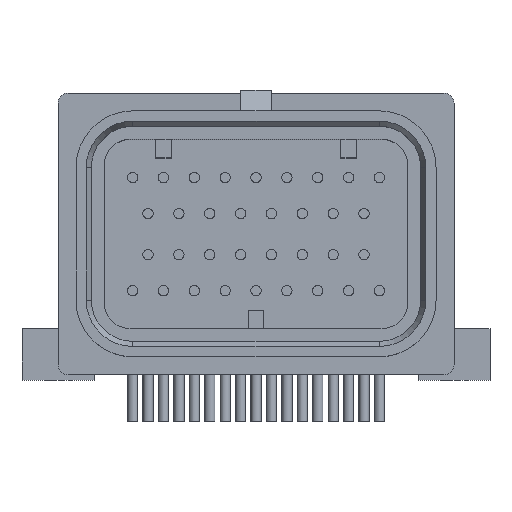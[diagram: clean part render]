
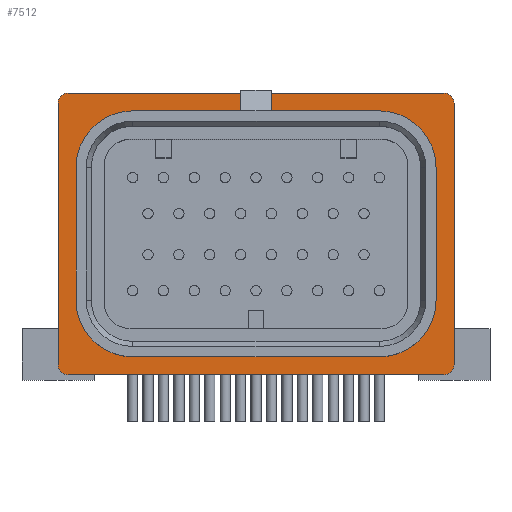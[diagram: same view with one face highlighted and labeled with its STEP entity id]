
A CAD part, top view. The second image highlights one B-rep face of the part: STEP entity #7512.
In plain terms, the highlighted planar face has unit normal (0, 0, 1).
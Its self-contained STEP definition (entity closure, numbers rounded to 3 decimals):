
#169=CARTESIAN_POINT('',(-12.,6.45,-9.5));
#170=DIRECTION('',(0.,0.,1.));
#171=DIRECTION('',(0.,1.,0.));
#172=AXIS2_PLACEMENT_3D('',#169,#170,#171);
#192=CARTESIAN_POINT('',(-18.25,12.7,-9.5));
#193=DIRECTION('',(0.,0.,1.));
#194=DIRECTION('',(0.,1.,0.));
#195=AXIS2_PLACEMENT_3D('',#192,#193,#194);
#197=DIRECTION('',(-1.,0.,0.));
#198=VECTOR('',#197,36.5);
#199=CARTESIAN_POINT('',(18.25,13.7,-9.5));
#200=LINE('',#199,#198);
#201=CARTESIAN_POINT('',(18.25,12.7,-9.5));
#202=DIRECTION('',(0.,0.,1.));
#203=DIRECTION('',(1.,0.,0.));
#204=AXIS2_PLACEMENT_3D('',#201,#202,#203);
#206=DIRECTION('',(0.,1.,0.));
#207=VECTOR('',#206,25.4);
#208=CARTESIAN_POINT('',(19.25,-12.7,-9.5));
#209=LINE('',#208,#207);
#210=CARTESIAN_POINT('',(18.25,-12.7,-9.5));
#211=DIRECTION('',(0.,0.,1.));
#212=DIRECTION('',(0.,-1.,0.));
#213=AXIS2_PLACEMENT_3D('',#210,#211,#212);
#215=DIRECTION('',(1.,0.,0.));
#216=VECTOR('',#215,36.5);
#217=CARTESIAN_POINT('',(-18.25,-13.7,-9.5));
#218=LINE('',#217,#216);
#219=CARTESIAN_POINT('',(-18.25,-12.7,-9.5));
#220=DIRECTION('',(0.,0.,1.));
#221=DIRECTION('',(-1.,0.,0.));
#222=AXIS2_PLACEMENT_3D('',#219,#220,#221);
#224=DIRECTION('',(0.,-1.,0.));
#225=VECTOR('',#224,25.4);
#226=CARTESIAN_POINT('',(-19.25,12.7,-9.5));
#227=LINE('',#226,#225);
#504=DIRECTION('',(-1.,0.,0.));
#505=VECTOR('',#504,24.);
#506=CARTESIAN_POINT('',(12.,10.7,-9.5));
#507=LINE('',#506,#505);
#524=CARTESIAN_POINT('',(12.,6.45,-9.5));
#525=DIRECTION('',(0.,0.,1.));
#526=DIRECTION('',(1.,0.,0.));
#527=AXIS2_PLACEMENT_3D('',#524,#525,#526);
#547=DIRECTION('',(0.,1.,0.));
#548=VECTOR('',#547,12.9);
#549=CARTESIAN_POINT('',(16.25,-6.45,-9.5));
#550=LINE('',#549,#548);
#583=CARTESIAN_POINT('',(12.,-6.45,-9.5));
#584=DIRECTION('',(0.,0.,1.));
#585=DIRECTION('',(0.,-1.,0.));
#586=AXIS2_PLACEMENT_3D('',#583,#584,#585);
#611=DIRECTION('',(1.,0.,0.));
#612=VECTOR('',#611,24.);
#613=CARTESIAN_POINT('',(-12.,-10.7,-9.5));
#614=LINE('',#613,#612);
#1021=CARTESIAN_POINT('',(-12.,-6.45,-9.5));
#1022=DIRECTION('',(0.,0.,1.));
#1023=DIRECTION('',(-1.,0.,0.));
#1024=AXIS2_PLACEMENT_3D('',#1021,#1022,#1023);
#1049=DIRECTION('',(0.,-1.,0.));
#1050=VECTOR('',#1049,12.9);
#1051=CARTESIAN_POINT('',(-16.25,6.45,-9.5));
#1052=LINE('',#1051,#1050);
#5739=CARTESIAN_POINT('',(-18.25,13.7,-9.5));
#5740=CARTESIAN_POINT('',(-19.25,12.7,-9.5));
#5741=VERTEX_POINT('',#5739);
#5742=VERTEX_POINT('',#5740);
#5743=CARTESIAN_POINT('',(-19.25,-12.7,-9.5));
#5744=VERTEX_POINT('',#5743);
#5745=CARTESIAN_POINT('',(-18.25,-13.7,-9.5));
#5746=VERTEX_POINT('',#5745);
#5747=CARTESIAN_POINT('',(18.25,-13.7,-9.5));
#5748=VERTEX_POINT('',#5747);
#5749=CARTESIAN_POINT('',(19.25,-12.7,-9.5));
#5750=VERTEX_POINT('',#5749);
#5751=CARTESIAN_POINT('',(19.25,12.7,-9.5));
#5752=VERTEX_POINT('',#5751);
#5753=CARTESIAN_POINT('',(18.25,13.7,-9.5));
#5754=VERTEX_POINT('',#5753);
#5771=CARTESIAN_POINT('',(-12.,10.7,-9.5));
#5772=CARTESIAN_POINT('',(-16.25,6.45,-9.5));
#5773=VERTEX_POINT('',#5771);
#5774=VERTEX_POINT('',#5772);
#5779=CARTESIAN_POINT('',(-16.25,-6.45,-9.5));
#5780=VERTEX_POINT('',#5779);
#5783=CARTESIAN_POINT('',(-12.,-10.7,-9.5));
#5784=VERTEX_POINT('',#5783);
#5787=CARTESIAN_POINT('',(12.,-10.7,-9.5));
#5788=VERTEX_POINT('',#5787);
#5791=CARTESIAN_POINT('',(16.25,-6.45,-9.5));
#5792=VERTEX_POINT('',#5791);
#5795=CARTESIAN_POINT('',(16.25,6.45,-9.5));
#5796=VERTEX_POINT('',#5795);
#5799=CARTESIAN_POINT('',(12.,10.7,-9.5));
#5800=VERTEX_POINT('',#5799);
#7472=CARTESIAN_POINT('',(0.,0.,-9.5));
#7473=DIRECTION('',(0.,0.,1.));
#7474=DIRECTION('',(1.,0.,0.));
#7475=AXIS2_PLACEMENT_3D('',#7472,#7473,#7474);
#7476=PLANE('',#7475);
#7478=ORIENTED_EDGE('',*,*,#7477,.F.);
#7480=ORIENTED_EDGE('',*,*,#7479,.F.);
#7482=ORIENTED_EDGE('',*,*,#7481,.F.);
#7484=ORIENTED_EDGE('',*,*,#7483,.F.);
#7486=ORIENTED_EDGE('',*,*,#7485,.F.);
#7488=ORIENTED_EDGE('',*,*,#7487,.F.);
#7490=ORIENTED_EDGE('',*,*,#7489,.F.);
#7492=ORIENTED_EDGE('',*,*,#7491,.F.);
#7493=EDGE_LOOP('',(#7478,#7480,#7482,#7484,#7486,#7488,#7490,#7492));
#7494=FACE_OUTER_BOUND('',#7493,.F.);
#7495=ORIENTED_EDGE('',*,*,#7446,.T.);
#7497=ORIENTED_EDGE('',*,*,#7496,.T.);
#7499=ORIENTED_EDGE('',*,*,#7498,.T.);
#7501=ORIENTED_EDGE('',*,*,#7500,.T.);
#7503=ORIENTED_EDGE('',*,*,#7502,.T.);
#7505=ORIENTED_EDGE('',*,*,#7504,.T.);
#7507=ORIENTED_EDGE('',*,*,#7506,.T.);
#7509=ORIENTED_EDGE('',*,*,#7508,.T.);
#7510=EDGE_LOOP('',(#7495,#7497,#7499,#7501,#7503,#7505,#7507,#7509));
#7511=FACE_BOUND('',#7510,.F.);
#173=CIRCLE('',#172,4.25);
#196=CIRCLE('',#195,1.);
#205=CIRCLE('',#204,1.);
#214=CIRCLE('',#213,1.);
#223=CIRCLE('',#222,1.);
#528=CIRCLE('',#527,4.25);
#587=CIRCLE('',#586,4.25);
#1025=CIRCLE('',#1024,4.25);
#7446=EDGE_CURVE('',#5773,#5774,#173,.T.);
#7477=EDGE_CURVE('',#5741,#5742,#196,.T.);
#7479=EDGE_CURVE('',#5754,#5741,#200,.T.);
#7481=EDGE_CURVE('',#5752,#5754,#205,.T.);
#7483=EDGE_CURVE('',#5750,#5752,#209,.T.);
#7485=EDGE_CURVE('',#5748,#5750,#214,.T.);
#7487=EDGE_CURVE('',#5746,#5748,#218,.T.);
#7489=EDGE_CURVE('',#5744,#5746,#223,.T.);
#7491=EDGE_CURVE('',#5742,#5744,#227,.T.);
#7496=EDGE_CURVE('',#5774,#5780,#1052,.T.);
#7498=EDGE_CURVE('',#5780,#5784,#1025,.T.);
#7500=EDGE_CURVE('',#5784,#5788,#614,.T.);
#7502=EDGE_CURVE('',#5788,#5792,#587,.T.);
#7504=EDGE_CURVE('',#5792,#5796,#550,.T.);
#7506=EDGE_CURVE('',#5796,#5800,#528,.T.);
#7508=EDGE_CURVE('',#5800,#5773,#507,.T.);
#7512=ADVANCED_FACE('',(#7494,#7511),#7476,.T.);
